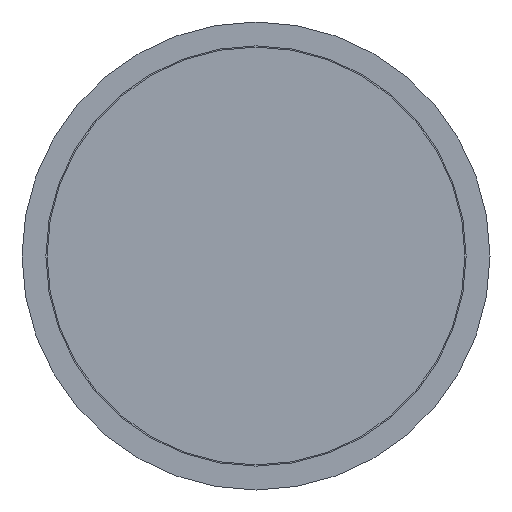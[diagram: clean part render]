
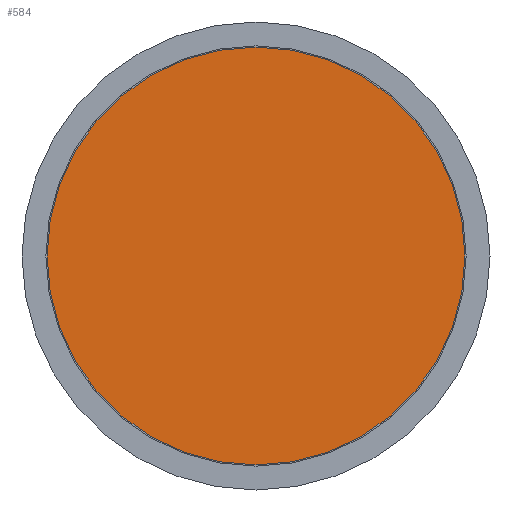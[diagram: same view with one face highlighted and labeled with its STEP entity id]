
A CAD part, front view. The second image highlights one B-rep face of the part: STEP entity #584.
In plain terms, the highlighted planar face has unit normal (0, -1, 0).
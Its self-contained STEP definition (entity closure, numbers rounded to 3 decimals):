
#15 = FACE_OUTER_BOUND ( 'NONE', #304, .T. ) ;
#43 = DIRECTION ( 'NONE',  ( 0., -1., 0. ) ) ;
#174 = PLANE ( 'NONE',  #235 ) ;
#235 = AXIS2_PLACEMENT_3D ( 'NONE', #796, #884, #964 ) ;
#290 = EDGE_CURVE ( 'NONE', #816, #816, #726, .T. ) ;
#304 = EDGE_LOOP ( 'NONE', ( #691 ) ) ;
#366 = CARTESIAN_POINT ( 'NONE',  ( 0., 0., 0. ) ) ;
#584 = ADVANCED_FACE ( 'NONE', ( #15 ), #174, .F. ) ;
#617 = AXIS2_PLACEMENT_3D ( 'NONE', #366, #43, #733 ) ;
#691 = ORIENTED_EDGE ( 'NONE', *, *, #290, .T. ) ;
#726 = CIRCLE ( 'NONE', #617, 43.75 ) ;
#727 = CARTESIAN_POINT ( 'NONE',  ( 0., 0., -43.75 ) ) ;
#733 = DIRECTION ( 'NONE',  ( 0., 0., -1. ) ) ;
#796 = CARTESIAN_POINT ( 'NONE',  ( -43.75, 0., 0. ) ) ;
#816 = VERTEX_POINT ( 'NONE', #727 ) ;
#884 = DIRECTION ( 'NONE',  ( 0., 1., 0. ) ) ;
#964 = DIRECTION ( 'NONE',  ( 0., 0., 1. ) ) ;
